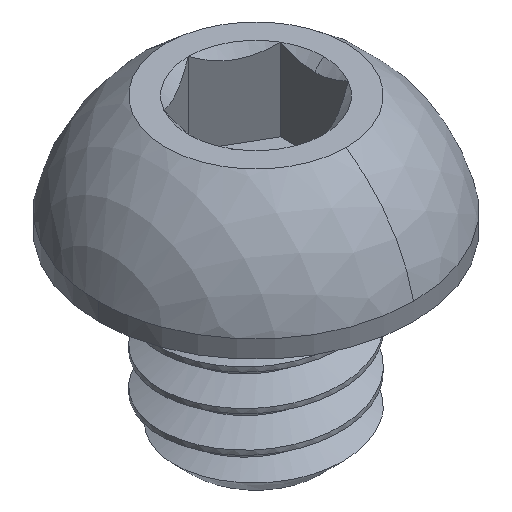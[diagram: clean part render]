
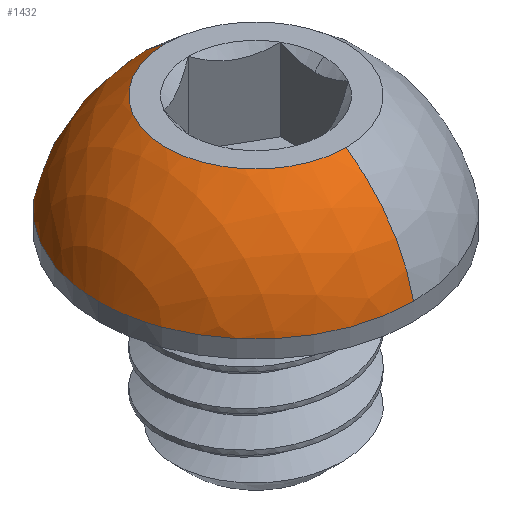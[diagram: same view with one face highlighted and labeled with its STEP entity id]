
A CAD part, isometric view. The second image highlights one B-rep face of the part: STEP entity #1432.
In plain terms, the highlighted spherical face has radius 1.791 mm.
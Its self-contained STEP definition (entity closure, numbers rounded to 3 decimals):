
#137 = CIRCLE ( 'NONE', #607, 1.75 ) ;
#173 = AXIS2_PLACEMENT_3D ( 'NONE', #606, #2156, #1116 ) ;
#193 = DIRECTION ( 'NONE',  ( -1., 0., 0. ) ) ;
#227 = VERTEX_POINT ( 'NONE', #485 ) ;
#233 = AXIS2_PLACEMENT_3D ( 'NONE', #1075, #193, #1922 ) ;
#246 = DIRECTION ( 'NONE',  ( 0., 0., 1. ) ) ;
#253 = EDGE_LOOP ( 'NONE', ( #837, #1539, #812, #367, #559 ) ) ;
#367 = ORIENTED_EDGE ( 'NONE', *, *, #873, .T. ) ;
#418 = CARTESIAN_POINT ( 'NONE',  ( 0., -1., 0. ) ) ;
#432 = FACE_OUTER_BOUND ( 'NONE', #253, .T. ) ;
#478 = SPHERICAL_SURFACE ( 'NONE', #173, 1.791 ) ;
#485 = CARTESIAN_POINT ( 'NONE',  ( 0., -1.75, -1.105 ) ) ;
#559 = ORIENTED_EDGE ( 'NONE', *, *, #1874, .F. ) ;
#606 = CARTESIAN_POINT ( 'NONE',  ( 0., 0., -1.486 ) ) ;
#607 = AXIS2_PLACEMENT_3D ( 'NONE', #2160, #611, #1129 ) ;
#611 = DIRECTION ( 'NONE',  ( 0., 0., 1. ) ) ;
#638 = EDGE_CURVE ( 'NONE', #1761, #1627, #1680, .T. ) ;
#735 = VERTEX_POINT ( 'NONE', #418 ) ;
#751 = DIRECTION ( 'NONE',  ( 0., 0., 1. ) ) ;
#812 = ORIENTED_EDGE ( 'NONE', *, *, #1123, .T. ) ;
#829 = DIRECTION ( 'NONE',  ( 0., 1., 0. ) ) ;
#837 = ORIENTED_EDGE ( 'NONE', *, *, #638, .F. ) ;
#840 = CARTESIAN_POINT ( 'NONE',  ( 0., 1., 0. ) ) ;
#873 = EDGE_CURVE ( 'NONE', #227, #735, #1764, .T. ) ;
#1075 = CARTESIAN_POINT ( 'NONE',  ( 0., 0., -1.486 ) ) ;
#1098 = CARTESIAN_POINT ( 'NONE',  ( 0., 0., 0. ) ) ;
#1116 = DIRECTION ( 'NONE',  ( 0., -1., 0. ) ) ;
#1121 = DIRECTION ( 'NONE',  ( 1., 0., 0. ) ) ;
#1123 = EDGE_CURVE ( 'NONE', #1779, #227, #137, .T. ) ;
#1129 = DIRECTION ( 'NONE',  ( 1., 0., 0. ) ) ;
#1307 = CIRCLE ( 'NONE', #2003, 1. ) ;
#1432 = ADVANCED_FACE ( 'NONE', ( #432 ), #478, .T. ) ;
#1495 = CIRCLE ( 'NONE', #2195, 1.75 ) ;
#1520 = AXIS2_PLACEMENT_3D ( 'NONE', #1531, #1871, #829 ) ;
#1531 = CARTESIAN_POINT ( 'NONE',  ( 0., 0., -1.486 ) ) ;
#1539 = ORIENTED_EDGE ( 'NONE', *, *, #1923, .T. ) ;
#1588 = CARTESIAN_POINT ( 'NONE',  ( 0., 1.75, -1.105 ) ) ;
#1627 = VERTEX_POINT ( 'NONE', #840 ) ;
#1680 = CIRCLE ( 'NONE', #1520, 1.791 ) ;
#1761 = VERTEX_POINT ( 'NONE', #1588 ) ;
#1764 = CIRCLE ( 'NONE', #233, 1.791 ) ;
#1779 = VERTEX_POINT ( 'NONE', #1933 ) ;
#1820 = CARTESIAN_POINT ( 'NONE',  ( 0., 0., -1.105 ) ) ;
#1871 = DIRECTION ( 'NONE',  ( 1., 0., 0. ) ) ;
#1874 = EDGE_CURVE ( 'NONE', #1627, #735, #1307, .T. ) ;
#1922 = DIRECTION ( 'NONE',  ( 0., -1., 0. ) ) ;
#1923 = EDGE_CURVE ( 'NONE', #1761, #1779, #1495, .T. ) ;
#1933 = CARTESIAN_POINT ( 'NONE',  ( -1.75, 0., -1.105 ) ) ;
#2003 = AXIS2_PLACEMENT_3D ( 'NONE', #1098, #751, #2123 ) ;
#2123 = DIRECTION ( 'NONE',  ( 1., 0., 0. ) ) ;
#2156 = DIRECTION ( 'NONE',  ( 1., 0., 0. ) ) ;
#2160 = CARTESIAN_POINT ( 'NONE',  ( 0., 0., -1.105 ) ) ;
#2195 = AXIS2_PLACEMENT_3D ( 'NONE', #1820, #246, #1121 ) ;
